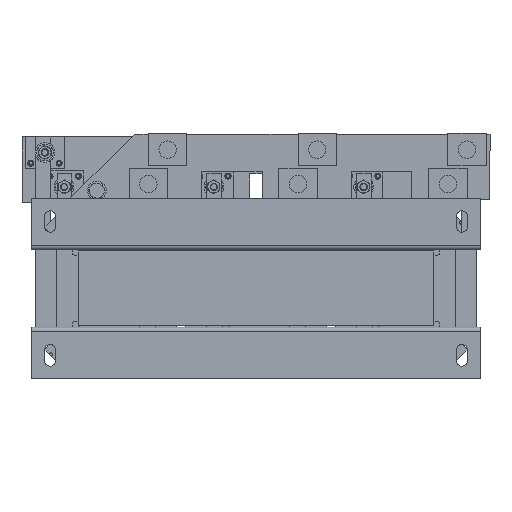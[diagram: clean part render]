
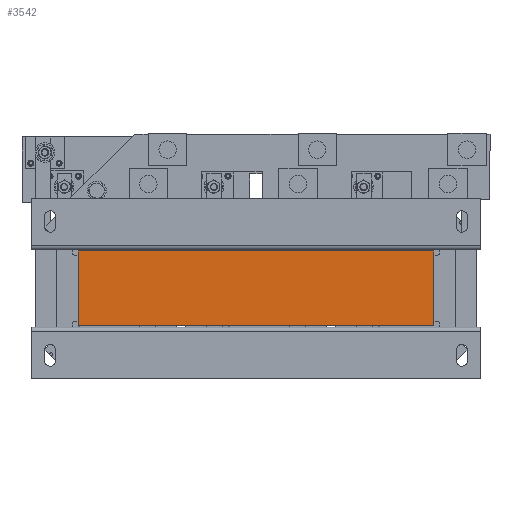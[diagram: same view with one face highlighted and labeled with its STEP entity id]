
A CAD part, front view. The second image highlights one B-rep face of the part: STEP entity #3542.
In plain terms, the highlighted planar face has unit normal (0, -1, 0).
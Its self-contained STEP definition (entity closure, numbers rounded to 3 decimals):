
#1756 = DIRECTION ( 'NONE',  ( 1., 0., 0. ) ) ;
#1757 = EDGE_CURVE ( 'Defeature ausgef�hrt2_702+Defeature ausgef�hrt2_701+Defeature ausgef�hrt2_700+Defeature ausgef�hrt2_699', #47513, #14181, #77470, .T. ) ;
#1889 = EDGE_CURVE ( 'Defeature ausgef�hrt2_701+Defeature ausgef�hrt2_700+Defeature ausgef�hrt2_702+Defeature ausgef�hrt2_703', #47513, #53749, #37516, .T. ) ;
#1935 = EDGE_LOOP ( 'NONE', ( #19332, #24113, #61504, #66972 ) ) ;
#2604 = VERTEX_POINT ( 'NONE', #45098 ) ;
#3542 = ADVANCED_FACE ( 'Defeature ausgef�hrt2_701', ( #36700 ), #39437, .F. ) ;
#8342 = CARTESIAN_POINT ( 'NONE',  ( -190., -30., 40. ) ) ;
#14181 = VERTEX_POINT ( 'NONE', #66155 ) ;
#15395 = CARTESIAN_POINT ( 'NONE',  ( -190., -30., -40. ) ) ;
#17346 = DIRECTION ( 'NONE',  ( 0., 0., -1. ) ) ;
#19332 = ORIENTED_EDGE ( 'NONE', *, *, #60478, .T. ) ;
#20284 = CARTESIAN_POINT ( 'NONE',  ( -190., -30., 40. ) ) ;
#23243 = CARTESIAN_POINT ( 'NONE',  ( -190., -30., -40. ) ) ;
#23822 = VECTOR ( 'NONE', #1756, 1000. ) ;
#24113 = ORIENTED_EDGE ( 'NONE', *, *, #43377, .F. ) ;
#27990 = DIRECTION ( 'NONE',  ( 0., 1., 0. ) ) ;
#28471 = DIRECTION ( 'NONE',  ( 0., 0., -1. ) ) ;
#30382 = VECTOR ( 'NONE', #17346, 1000. ) ;
#33698 = DIRECTION ( 'NONE',  ( 1., 0., 0. ) ) ;
#35990 = LINE ( 'NONE', #15395, #36917 ) ;
#36700 = FACE_OUTER_BOUND ( 'NONE', #1935, .T. ) ;
#36917 = VECTOR ( 'NONE', #33698, 1000. ) ;
#37516 = LINE ( 'NONE', #65310, #59024 ) ;
#39437 = PLANE ( 'NONE',  #43459 ) ;
#42125 = LINE ( 'NONE', #54733, #30382 ) ;
#43377 = EDGE_CURVE ( 'Defeature ausgef�hrt2_699+Defeature ausgef�hrt2_701+Defeature ausgef�hrt2_702+Defeature ausgef�hrt2_703', #14181, #2604, #42125, .T. ) ;
#43459 = AXIS2_PLACEMENT_3D ( 'NONE', #8342, #27990, #72117 ) ;
#45098 = CARTESIAN_POINT ( 'NONE',  ( 190., -30., -40. ) ) ;
#47513 = VERTEX_POINT ( 'NONE', #64004 ) ;
#53749 = VERTEX_POINT ( 'NONE', #23243 ) ;
#54733 = CARTESIAN_POINT ( 'NONE',  ( 190., -30., 40. ) ) ;
#59024 = VECTOR ( 'NONE', #28471, 1000. ) ;
#60478 = EDGE_CURVE ( 'Defeature ausgef�hrt2_701+Defeature ausgef�hrt2_703+Defeature ausgef�hrt2_700+Defeature ausgef�hrt2_699', #53749, #2604, #35990, .T. ) ;
#61504 = ORIENTED_EDGE ( 'NONE', *, *, #1757, .F. ) ;
#64004 = CARTESIAN_POINT ( 'NONE',  ( -190., -30., 40. ) ) ;
#65310 = CARTESIAN_POINT ( 'NONE',  ( -190., -30., 40. ) ) ;
#66155 = CARTESIAN_POINT ( 'NONE',  ( 190., -30., 40. ) ) ;
#66972 = ORIENTED_EDGE ( 'NONE', *, *, #1889, .T. ) ;
#72117 = DIRECTION ( 'NONE',  ( 0., 0., 1. ) ) ;
#77470 = LINE ( 'NONE', #20284, #23822 ) ;
